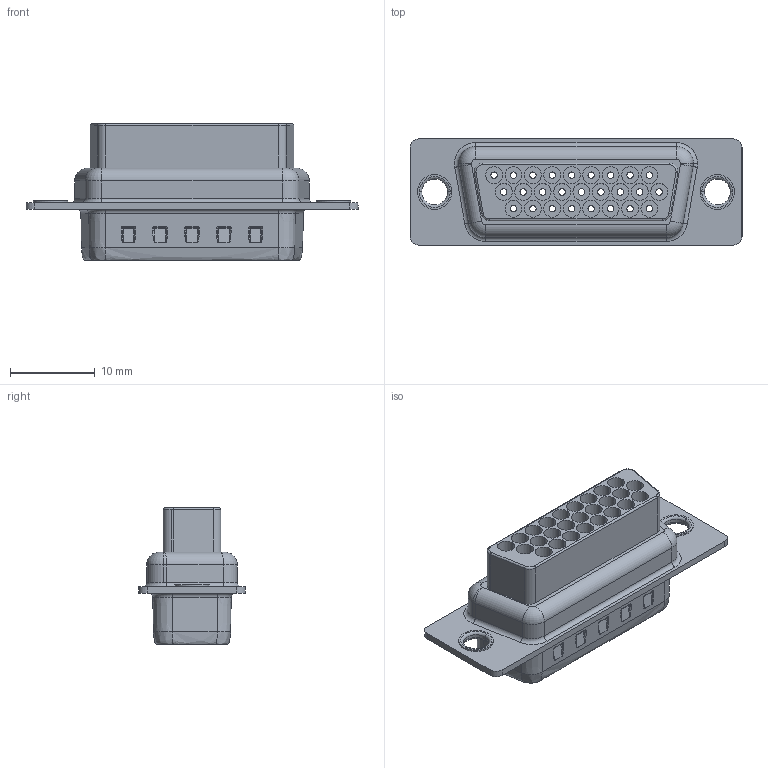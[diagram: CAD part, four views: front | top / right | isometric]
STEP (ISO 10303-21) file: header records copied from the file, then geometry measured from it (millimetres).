
FILE_DESCRIPTION (( 'STEP AP214' ), '1' );
FILE_NAME ('FDB2637-M0TS000K6KA-REF.STEP', '2025-10-13T06:47:09', ( '' ), ( '' ), 'SwSTEP 2.0', 'SolidWorks 2021', '' );
FILE_SCHEMA (( 'AUTOMOTIVE_DESIGN' ));
Length unit declared in the file: millimetre
Products named in the file (1): FDB2637-M0TS000K6KA-REF
Bounding box: 39.14 x 12.5 x 16.1 mm (x, y, z)
Volume: 1747.1 mm3; surface area: 3724.1 mm2
Topology: 1 solids, 1 shells, 560 faces, 1313 edges, 789 vertices
Faces by surface type: cylinder 295, plane 138, bspline 66, torus 29, sphere 22, cone 10
Entity records: 17269 total; most frequent: CARTESIAN_POINT 4854, DIRECTION 2639, ORIENTED_EDGE 2572, EDGE_CURVE 1286, AXIS2_PLACEMENT_3D 1045, VERTEX_POINT 780, EDGE_LOOP 668, ADVANCED_FACE 560
